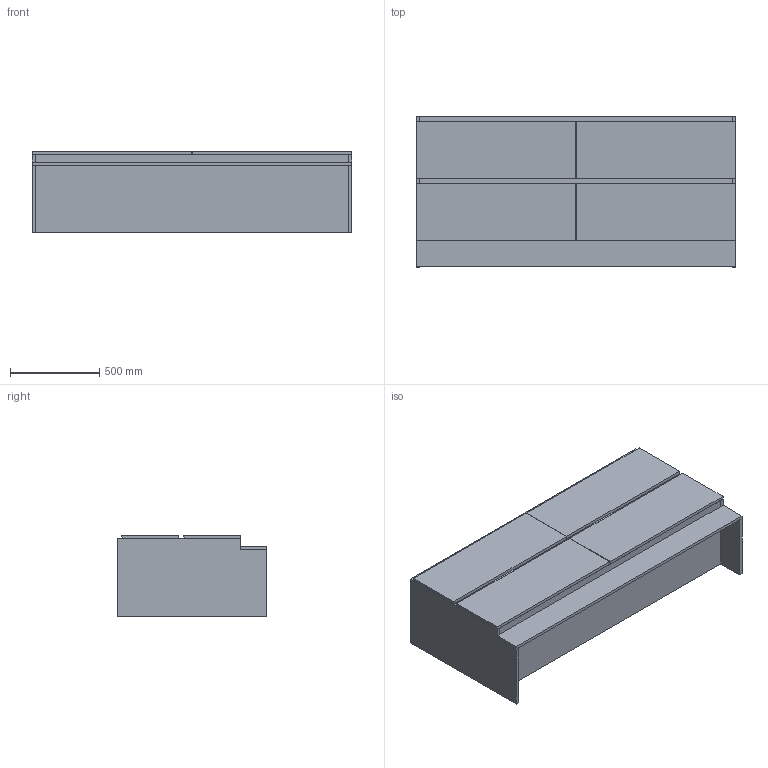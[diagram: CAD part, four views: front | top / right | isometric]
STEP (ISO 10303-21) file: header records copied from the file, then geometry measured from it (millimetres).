
FILE_DESCRIPTION (( 'STEP AP214' ), '1' );
FILE_NAME ('Kado Arc 1800 DBasin Kick.STEP', '2022-04-26T05:42:49', ( '' ), ( '' ), 'SwSTEP 2.0', 'SolidWorks 2018', '' );
FILE_SCHEMA (( 'AUTOMOTIVE_DESIGN' ));
Length unit declared in the file: millimetre
Products named in the file (1): Kado Arc 1800 DBasin Kick
Bounding box: 1790 x 840 x 455 mm (x, y, z)
Volume: 105523511.6 mm3; surface area: 15732691.9 mm2
Topology: 28 solids, 28 shells, 302 faces, 738 edges, 492 vertices
Faces by surface type: plane 298, cylinder 4
Entity records: 11530 total; most frequent: CARTESIAN_POINT 1533, ORIENTED_EDGE 1476, DIRECTION 1352, EDGE_CURVE 738, LINE 730, VECTOR 730, VERTEX_POINT 492, AXIS2_PLACEMENT_3D 311
